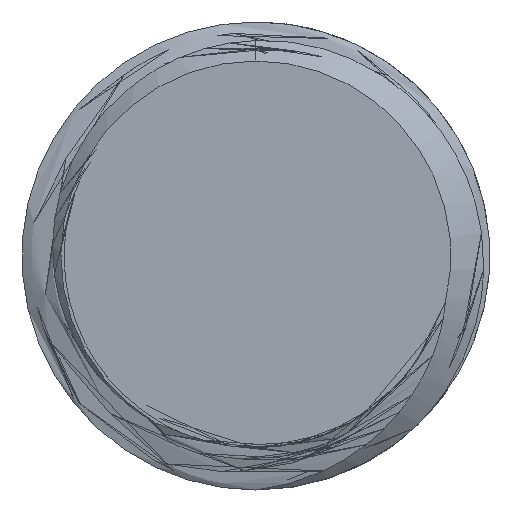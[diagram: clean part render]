
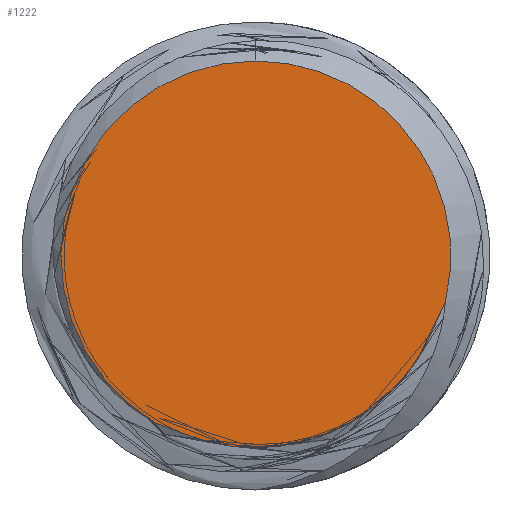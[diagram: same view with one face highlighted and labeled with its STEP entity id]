
A CAD part, left-side view. The second image highlights one B-rep face of the part: STEP entity #1222.
In plain terms, the highlighted planar face has unit normal (-1, 0, 0).
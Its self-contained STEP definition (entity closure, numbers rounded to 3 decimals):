
#214 = DIRECTION ( 'NONE',  ( 0., 0., -1. ) ) ;
#233 = EDGE_CURVE ( 'NONE', #4020, #7788, #7894, .T. ) ;
#588 = EDGE_CURVE ( 'NONE', #2945, #6530, #900, .T. ) ;
#770 = DIRECTION ( 'NONE',  ( 0., 0., -1. ) ) ;
#900 = B_SPLINE_CURVE_WITH_KNOTS ( 'NONE', 3,
 ( #6666, #1342, #7568, #4879 ),
 .UNSPECIFIED., .F., .F.,
 ( 4, 4 ),
 ( 0.005, 0.005 ),
 .UNSPECIFIED. ) ;
#1199 = DIRECTION ( 'NONE',  ( 0., 0., -1. ) ) ;
#1222 = ADVANCED_FACE ( 'NONE', ( #11014 ), #3844, .F. ) ;
#1309 = CARTESIAN_POINT ( 'NONE',  ( -30., 0.648, -2.377 ) ) ;
#1342 = CARTESIAN_POINT ( 'NONE',  ( -30., -2.389, -0.697 ) ) ;
#2490 = AXIS2_PLACEMENT_3D ( 'NONE', #6488, #4755, #214 ) ;
#2824 = DIRECTION ( 'NONE',  ( 1., 0., 0. ) ) ;
#2945 = VERTEX_POINT ( 'NONE', #7912 ) ;
#2993 = CARTESIAN_POINT ( 'NONE',  ( -30., -1.505, -1.951 ) ) ;
#3213 = CARTESIAN_POINT ( 'NONE',  ( -30., 1.069, -2.233 ) ) ;
#3227 = CARTESIAN_POINT ( 'NONE',  ( -30., -0.635, -2.381 ) ) ;
#3407 = CARTESIAN_POINT ( 'NONE',  ( -30., 1.181, -2.191 ) ) ;
#3844 = PLANE ( 'NONE',  #10878 ) ;
#4015 = CARTESIAN_POINT ( 'NONE',  ( -30., -1.973, -1.503 ) ) ;
#4020 = VERTEX_POINT ( 'NONE', #8969 ) ;
#4073 = CARTESIAN_POINT ( 'NONE',  ( -30., 0.17, -2.458 ) ) ;
#4179 = CARTESIAN_POINT ( 'NONE',  ( -30., 1.289, -2.142 ) ) ;
#4466 = CARTESIAN_POINT ( 'NONE',  ( -30., 1.289, -2.142 ) ) ;
#4541 = EDGE_CURVE ( 'NONE', #8803, #7788, #11253, .T. ) ;
#4755 = DIRECTION ( 'NONE',  ( -1., 0., 0. ) ) ;
#4879 = CARTESIAN_POINT ( 'NONE',  ( -30., -2.279, -0.922 ) ) ;
#4905 = CARTESIAN_POINT ( 'NONE',  ( -30., -0.156, -2.459 ) ) ;
#4976 = EDGE_LOOP ( 'NONE', ( #10311, #6216, #5457, #5880, #7262 ) ) ;
#5457 = ORIENTED_EDGE ( 'NONE', *, *, #4541, .T. ) ;
#5687 = CARTESIAN_POINT ( 'NONE',  ( -30., -0.317, -2.444 ) ) ;
#5748 = CARTESIAN_POINT ( 'NONE',  ( -30., -1.092, -2.209 ) ) ;
#5880 = ORIENTED_EDGE ( 'NONE', *, *, #233, .F. ) ;
#5920 = CARTESIAN_POINT ( 'NONE',  ( -30., -1.235, -2.132 ) ) ;
#5978 = EDGE_CURVE ( 'NONE', #6530, #4020, #10944, .T. ) ;
#6216 = ORIENTED_EDGE ( 'NONE', *, *, #7593, .T. ) ;
#6438 = CARTESIAN_POINT ( 'NONE',  ( -30., 0., 0. ) ) ;
#6488 = CARTESIAN_POINT ( 'NONE',  ( -30., 0., 0. ) ) ;
#6530 = VERTEX_POINT ( 'NONE', #10040 ) ;
#6635 = CARTESIAN_POINT ( 'NONE',  ( -30., -2.279, -0.922 ) ) ;
#6666 = CARTESIAN_POINT ( 'NONE',  ( -30., -2.432, -0.58 ) ) ;
#6697 = CARTESIAN_POINT ( 'NONE',  ( -30., 0.803, -2.33 ) ) ;
#6871 = CARTESIAN_POINT ( 'NONE',  ( -30., -1.631, -1.847 ) ) ;
#7262 = ORIENTED_EDGE ( 'NONE', *, *, #5978, .F. ) ;
#7568 = CARTESIAN_POINT ( 'NONE',  ( -30., -2.339, -0.811 ) ) ;
#7593 = EDGE_CURVE ( 'NONE', #2945, #8803, #11835, .T. ) ;
#7788 = VERTEX_POINT ( 'NONE', #4466 ) ;
#7835 = AXIS2_PLACEMENT_3D ( 'NONE', #6438, #10931, #770 ) ;
#7894 = B_SPLINE_CURVE_WITH_KNOTS ( 'NONE', 3,
 ( #9850, #3213, #3407, #4179 ),
 .UNSPECIFIED., .F., .F.,
 ( 4, 4 ),
 ( 0., 0. ),
 .UNSPECIFIED. ) ;
#7912 = CARTESIAN_POINT ( 'NONE',  ( -30., -2.432, -0.58 ) ) ;
#8605 = CARTESIAN_POINT ( 'NONE',  ( -30., -2.156, -1.226 ) ) ;
#8803 = VERTEX_POINT ( 'NONE', #9848 ) ;
#8969 = CARTESIAN_POINT ( 'NONE',  ( -30., 0.954, -2.266 ) ) ;
#9321 = CARTESIAN_POINT ( 'NONE',  ( -30., 0.332, -2.441 ) ) ;
#9384 = CARTESIAN_POINT ( 'NONE',  ( -30., -0.793, -2.333 ) ) ;
#9386 = CARTESIAN_POINT ( 'NONE',  ( -30., 0., 0. ) ) ;
#9848 = CARTESIAN_POINT ( 'NONE',  ( -30., 0., 2.5 ) ) ;
#9850 = CARTESIAN_POINT ( 'NONE',  ( -30., 0.954, -2.266 ) ) ;
#10040 = CARTESIAN_POINT ( 'NONE',  ( -30., -2.279, -0.922 ) ) ;
#10311 = ORIENTED_EDGE ( 'NONE', *, *, #588, .F. ) ;
#10878 = AXIS2_PLACEMENT_3D ( 'NONE', #9386, #2824, #1199 ) ;
#10931 = DIRECTION ( 'NONE',  ( -1., 0., 0. ) ) ;
#10944 = B_SPLINE_CURVE_WITH_KNOTS ( 'NONE', 3,
 ( #6635, #8605, #4015, #6871, #2993, #5920, #5748, #9384, #3227, #5687, #4905, #4073, #9321, #1309, #6697, #11184 ),
 .UNSPECIFIED., .F., .F.,
 ( 4, 2, 2, 2, 2, 2, 2, 4 ),
 ( 0., 0.001, 0.001, 0.002, 0.002, 0.003, 0.003, 0.004 ),
 .UNSPECIFIED. ) ;
#11014 = FACE_OUTER_BOUND ( 'NONE', #4976, .T. ) ;
#11184 = CARTESIAN_POINT ( 'NONE',  ( -30., 0.954, -2.266 ) ) ;
#11253 = CIRCLE ( 'NONE', #7835, 2.5 ) ;
#11835 = CIRCLE ( 'NONE', #2490, 2.5 ) ;
